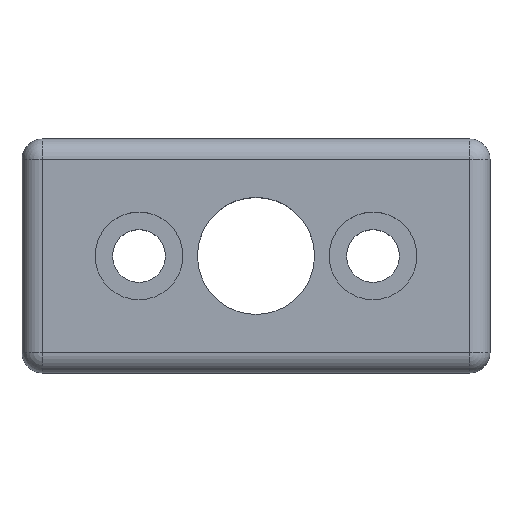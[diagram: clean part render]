
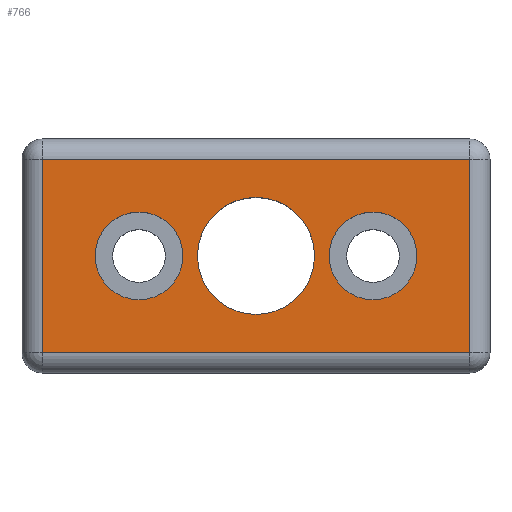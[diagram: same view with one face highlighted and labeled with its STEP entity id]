
A CAD part, top view. The second image highlights one B-rep face of the part: STEP entity #766.
In plain terms, the highlighted planar face has unit normal (0, 0, 1).
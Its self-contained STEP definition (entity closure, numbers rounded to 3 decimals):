
#130=CARTESIAN_POINT('',(186.9,181.692,15.0));
#131=VERTEX_POINT('',#130);
#140=CARTESIAN_POINT('',(206.9,181.692,15.0));
#141=VERTEX_POINT('',#140);
#142=CARTESIAN_POINT('',(196.9,181.692,15.0));
#143=DIRECTION('',(0.0,0.0,-1.0));
#144=DIRECTION('',(-1.0,0.0,0.0));
#145=AXIS2_PLACEMENT_3D('',#142,#143,#144);
#146=CIRCLE('',#145,10.0);
#147=EDGE_CURVE('',#141,#131,#146,.T.);
#214=CARTESIAN_POINT('',(169.4,181.692,15.0));
#215=VERTEX_POINT('',#214);
#224=CARTESIAN_POINT('',(184.4,181.692,15.0));
#225=VERTEX_POINT('',#224);
#226=CARTESIAN_POINT('',(176.9,181.692,15.0));
#227=DIRECTION('',(0.0,0.0,-1.0));
#228=DIRECTION('',(-1.0,0.0,0.0));
#229=AXIS2_PLACEMENT_3D('',#226,#227,#228);
#230=CIRCLE('',#229,7.5);
#231=EDGE_CURVE('',#225,#215,#230,.T.);
#298=CARTESIAN_POINT('',(209.4,181.692,15.0));
#299=VERTEX_POINT('',#298);
#308=CARTESIAN_POINT('',(224.4,181.692,15.0));
#309=VERTEX_POINT('',#308);
#310=CARTESIAN_POINT('',(216.9,181.692,15.0));
#311=DIRECTION('',(0.0,0.0,-1.0));
#312=DIRECTION('',(-1.0,0.0,0.0));
#313=AXIS2_PLACEMENT_3D('',#310,#311,#312);
#314=CIRCLE('',#313,7.5);
#315=EDGE_CURVE('',#309,#299,#314,.T.);
#351=CARTESIAN_POINT('',(233.4,198.192,15.0));
#352=VERTEX_POINT('',#351);
#386=CARTESIAN_POINT('',(160.4,198.192,15.0));
#387=VERTEX_POINT('',#386);
#412=CARTESIAN_POINT('',(233.4,165.192,15.0));
#413=VERTEX_POINT('',#412);
#445=CARTESIAN_POINT('',(160.4,165.192,15.0));
#446=VERTEX_POINT('',#445);
#520=CARTESIAN_POINT('',(233.4,165.192,15.0));
#521=DIRECTION('',(-1.0,0.0,0.0));
#522=VECTOR('',#521,73.0);
#523=LINE('',#520,#522);
#524=EDGE_CURVE('',#413,#446,#523,.T.);
#542=CARTESIAN_POINT('',(160.4,165.192,15.0));
#543=DIRECTION('',(0.0,1.0,0.0));
#544=VECTOR('',#543,33.0);
#545=LINE('',#542,#544);
#546=EDGE_CURVE('',#446,#387,#545,.T.);
#596=CARTESIAN_POINT('',(233.4,198.192,15.0));
#597=DIRECTION('',(0.0,-1.0,0.0));
#598=VECTOR('',#597,33.0);
#599=LINE('',#596,#598);
#600=EDGE_CURVE('',#352,#413,#599,.T.);
#650=CARTESIAN_POINT('',(160.4,198.192,15.0));
#651=DIRECTION('',(1.0,0.0,0.0));
#652=VECTOR('',#651,73.0);
#653=LINE('',#650,#652);
#654=EDGE_CURVE('',#387,#352,#653,.T.);
#725=CARTESIAN_POINT('',(156.9,201.692,15.0));
#726=DIRECTION('',(0.0,0.0,-1.0));
#727=DIRECTION('',(-1.0,0.0,0.0));
#728=AXIS2_PLACEMENT_3D('',#725,#726,#727);
#729=PLANE('',#728);
#730=ORIENTED_EDGE('',*,*,#524,.F.);
#731=ORIENTED_EDGE('',*,*,#600,.F.);
#732=ORIENTED_EDGE('',*,*,#654,.F.);
#733=ORIENTED_EDGE('',*,*,#546,.F.);
#734=EDGE_LOOP('',(#730,#731,#732,#733));
#735=FACE_OUTER_BOUND('',#734,.T.);
#736=CARTESIAN_POINT('',(196.9,181.692,15.0));
#737=DIRECTION('',(0.0,0.0,-1.0));
#738=DIRECTION('',(-1.0,0.0,0.0));
#739=AXIS2_PLACEMENT_3D('',#736,#737,#738);
#740=CIRCLE('',#739,10.0);
#741=EDGE_CURVE('',#131,#141,#740,.T.);
#742=ORIENTED_EDGE('',*,*,#741,.T.);
#743=ORIENTED_EDGE('',*,*,#147,.T.);
#744=EDGE_LOOP('',(#742,#743));
#745=FACE_BOUND('',#744,.T.);
#746=CARTESIAN_POINT('',(176.9,181.692,15.0));
#747=DIRECTION('',(0.0,0.0,-1.0));
#748=DIRECTION('',(-1.0,0.0,0.0));
#749=AXIS2_PLACEMENT_3D('',#746,#747,#748);
#750=CIRCLE('',#749,7.5);
#751=EDGE_CURVE('',#215,#225,#750,.T.);
#752=ORIENTED_EDGE('',*,*,#751,.T.);
#753=ORIENTED_EDGE('',*,*,#231,.T.);
#754=EDGE_LOOP('',(#752,#753));
#755=FACE_BOUND('',#754,.T.);
#756=CARTESIAN_POINT('',(216.9,181.692,15.0));
#757=DIRECTION('',(0.0,0.0,-1.0));
#758=DIRECTION('',(-1.0,0.0,0.0));
#759=AXIS2_PLACEMENT_3D('',#756,#757,#758);
#760=CIRCLE('',#759,7.5);
#761=EDGE_CURVE('',#299,#309,#760,.T.);
#762=ORIENTED_EDGE('',*,*,#761,.T.);
#763=ORIENTED_EDGE('',*,*,#315,.T.);
#764=EDGE_LOOP('',(#762,#763));
#765=FACE_BOUND('',#764,.T.);
#766=ADVANCED_FACE('',(#735,#745,#755,#765),#729,.F.);
